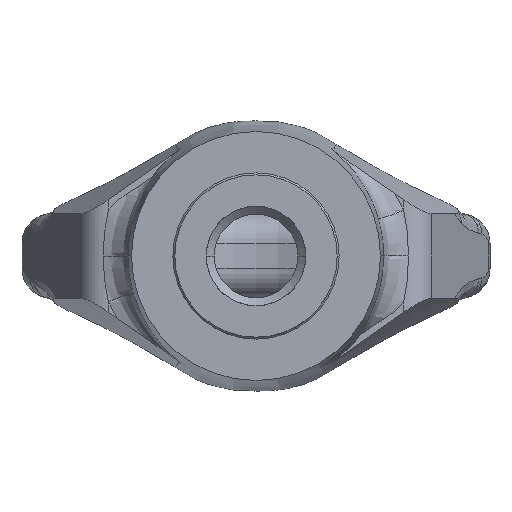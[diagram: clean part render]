
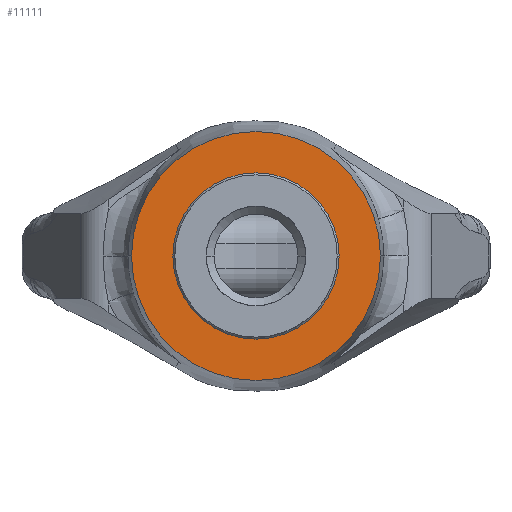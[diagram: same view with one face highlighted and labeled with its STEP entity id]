
A CAD part, front view. The second image highlights one B-rep face of the part: STEP entity #11111.
In plain terms, the highlighted planar face has unit normal (0, -1, 0).
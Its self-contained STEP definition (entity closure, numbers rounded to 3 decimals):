
#2633=CARTESIAN_POINT('',(0.,0.,0.));
#2634=DIRECTION('',(0.,-1.,0.));
#2635=DIRECTION('',(1.,0.,0.));
#2636=AXIS2_PLACEMENT_3D('',#2633,#2634,#2635);
#2638=CARTESIAN_POINT('',(0.,0.,0.));
#2639=DIRECTION('',(0.,-1.,0.));
#2640=DIRECTION('',(-1.,0.,0.));
#2641=AXIS2_PLACEMENT_3D('',#2638,#2639,#2640);
#2643=CARTESIAN_POINT('',(0.,0.,0.));
#2644=DIRECTION('',(0.,1.,0.));
#2645=DIRECTION('',(1.,0.,0.));
#2646=AXIS2_PLACEMENT_3D('',#2643,#2644,#2645);
#2648=CARTESIAN_POINT('',(0.,0.,0.));
#2649=DIRECTION('',(0.,1.,0.));
#2650=DIRECTION('',(-1.,0.,0.));
#2651=AXIS2_PLACEMENT_3D('',#2648,#2649,#2650);
#6035=CARTESIAN_POINT('',(12.5,0.,0.));
#6036=VERTEX_POINT('',#6035);
#6037=CARTESIAN_POINT('',(-12.5,0.,0.));
#6039=VERTEX_POINT('',#6037);
#6134=CARTESIAN_POINT('',(8.35,0.,0.));
#6135=VERTEX_POINT('',#6134);
#6136=CARTESIAN_POINT('',(-8.35,0.,0.));
#6137=VERTEX_POINT('',#6136);
#11097=CARTESIAN_POINT('',(0.,0.,0.));
#11098=DIRECTION('',(0.,1.,0.));
#11099=DIRECTION('',(-1.,0.,0.));
#11100=AXIS2_PLACEMENT_3D('',#11097,#11098,#11099);
#11101=PLANE('',#11100);
#11102=ORIENTED_EDGE('',*,*,#8690,.F.);
#11103=ORIENTED_EDGE('',*,*,#8493,.F.);
#11104=EDGE_LOOP('',(#11102,#11103));
#11105=FACE_OUTER_BOUND('',#11104,.F.);
#11106=ORIENTED_EDGE('',*,*,#11087,.F.);
#11108=ORIENTED_EDGE('',*,*,#11107,.F.);
#11109=EDGE_LOOP('',(#11106,#11108));
#11110=FACE_BOUND('',#11109,.F.);
#11111=ADVANCED_FACE('',(#11105,#11110),#11101,.F.);
#2637=CIRCLE('',#2636,12.5);
#2642=CIRCLE('',#2641,12.5);
#2647=CIRCLE('',#2646,8.35);
#2652=CIRCLE('',#2651,8.35);
#8493=EDGE_CURVE('',#6039,#6036,#2642,.T.);
#8690=EDGE_CURVE('',#6036,#6039,#2637,.T.);
#11087=EDGE_CURVE('',#6135,#6137,#2647,.T.);
#11107=EDGE_CURVE('',#6137,#6135,#2652,.T.);
